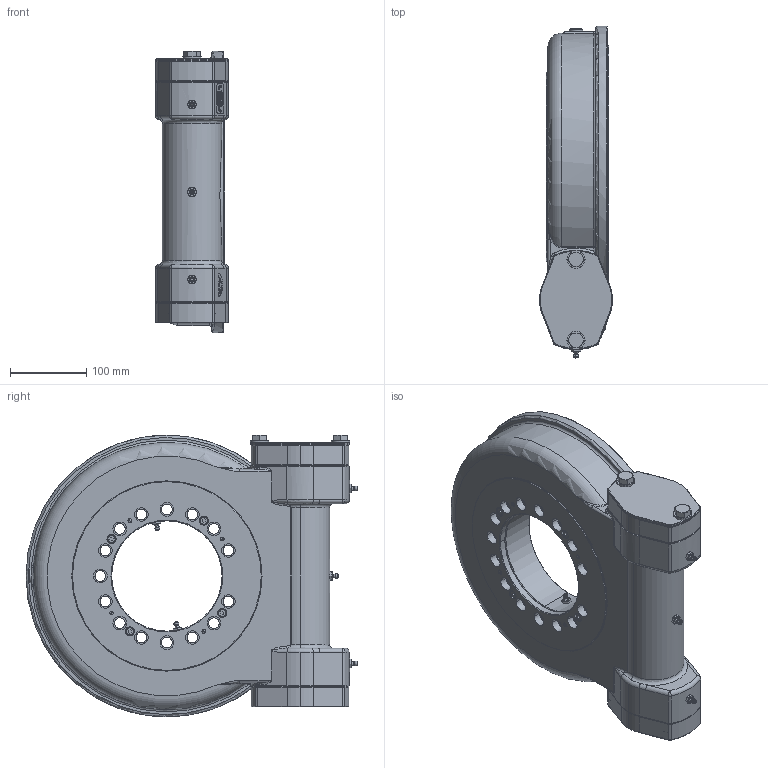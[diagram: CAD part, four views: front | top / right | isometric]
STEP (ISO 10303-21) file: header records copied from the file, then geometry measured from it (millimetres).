
FILE_DESCRIPTION (( 'STEP AP214' ), '1' );
FILE_NAME ('BE314-Z1 - SH.STEP', '2018-06-28T08:44:19', ( '' ), ( '' ), 'SwSTEP 2.0', 'SolidWorks 2016', '' );
FILE_SCHEMA (( 'AUTOMOTIVE_DESIGN' ));
Length unit declared in the file: millimetre
Products named in the file (1): BE314-Z1 - SH
Bounding box: 96 x 436 x 369.99 mm (x, y, z)
Surface area: 550329.6 mm2 (no closed solid volume)
Topology: 0 solids, 54 shells, 788 faces, 3028 edges, 2274 vertices
Faces by surface type: cylinder 271, plane 236, torus 138, cone 107, bspline 26, sphere 10
Entity records: 46375 total; most frequent: CARTESIAN_POINT 12872, DIRECTION 5077, ORIENTED_EDGE 4602, EDGE_CURVE 3018, VERTEX_POINT 2274, AXIS2_PLACEMENT_3D 1872, VECTOR 1333, LINE 1333
